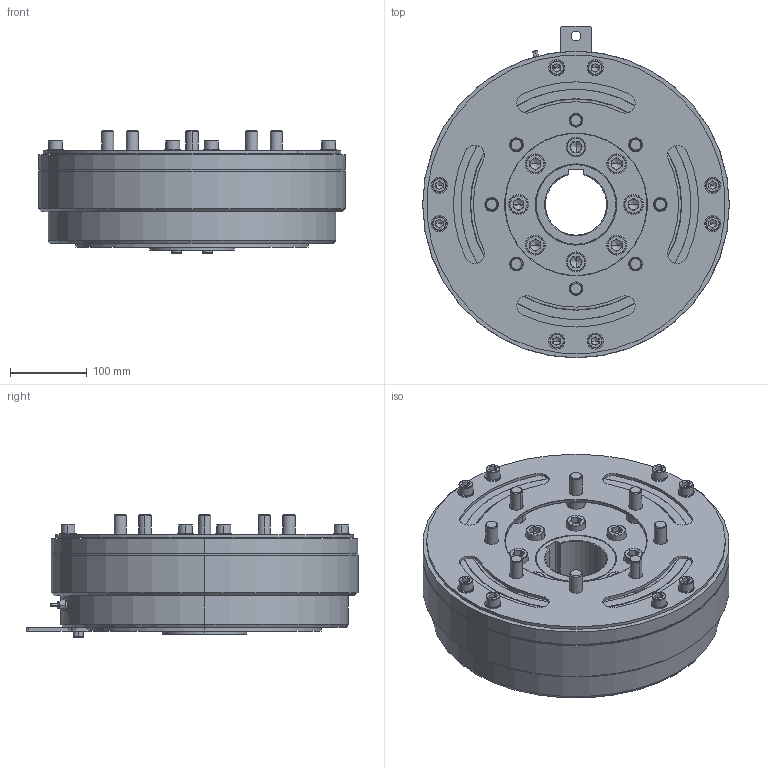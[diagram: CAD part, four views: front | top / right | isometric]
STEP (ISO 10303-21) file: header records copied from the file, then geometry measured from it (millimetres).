
FILE_DESCRIPTION (( 'STEP AP203' ), '1' );
FILE_NAME ('MMC 200G_23540000.STEP', '2016-06-28T02:17:02', ( ' ' ), ( '' ), 'SwSTEP 2.0', 'SolidWorks 2009', '' );
FILE_SCHEMA (( 'CONFIG_CONTROL_DESIGN' ));
Length unit declared in the file: millimetre
Products named in the file (1): MMC 200G_23540000
Bounding box: 400.4 x 433.2 x 159.8 mm (x, y, z)
Volume: 12790992.1 mm3; surface area: 673123.5 mm2
Topology: 1 solids, 5 shells, 864 faces, 1985 edges, 1172 vertices
Faces by surface type: plane 430, cylinder 254, cone 92, torus 88
Entity records: 24106 total; most frequent: DIRECTION 4555, CARTESIAN_POINT 4064, ORIENTED_EDGE 3858, EDGE_CURVE 1929, AXIS2_PLACEMENT_3D 1767, VERTEX_POINT 1172, VECTOR 1021, LINE 1021
